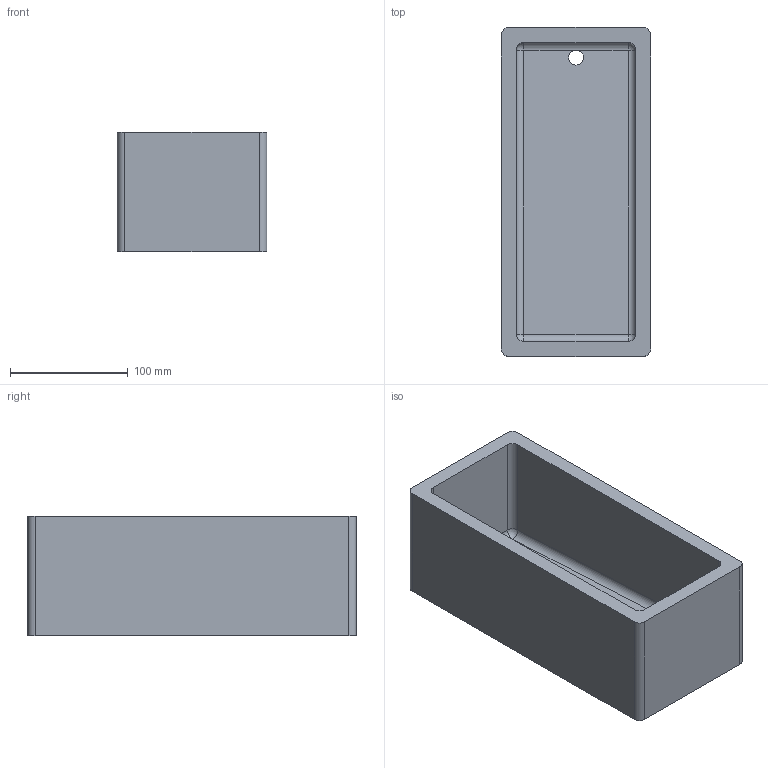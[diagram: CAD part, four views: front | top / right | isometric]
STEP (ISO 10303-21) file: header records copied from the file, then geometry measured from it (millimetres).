
FILE_DESCRIPTION(/* description */ (''),/* implementation_level */ '2;1');
FILE_NAME(/* name */ 'reservoir.stp',/* time_stamp */ '2016-08-02T12:29:14-07:00',/* author */ (''),/* organization */ (''),/* preprocessor_version */ 'ST-DEVELOPER v15',/* originating_system */ 'SIEMENS PLM Software NX 8.5',/* authorisation */ '');
FILE_SCHEMA (('AUTOMOTIVE_DESIGN { 1 0 10303 214 3 1 1 1 }'));
Length unit declared in the file: inch
Products named in the file (1): reservoir
Bounding box: 127 x 279.4 x 101.6 mm (x, y, z)
Volume: 1312193 mm3; surface area: 214786.7 mm2
Topology: 1 solids, 1 shells, 37 faces, 96 edges, 59 vertices
Faces by surface type: cylinder 17, plane 11, cone 5, sphere 4
Full cylindrical faces by diameter (mm): 6.35 x4, 12.7 x1
Entity records: 1013 total; most frequent: DIRECTION 183, CARTESIAN_POINT 166, ORIENTED_EDGE 146, EDGE_CURVE 73, AXIS2_PLACEMENT_3D 73, VERTEX_POINT 52, EDGE_LOOP 49, ADVANCED_FACE 37
